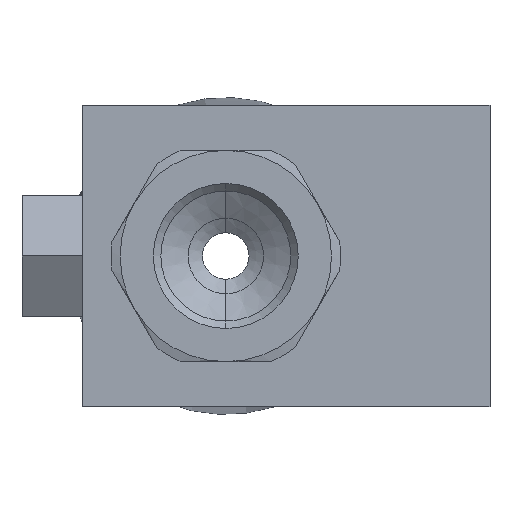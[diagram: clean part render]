
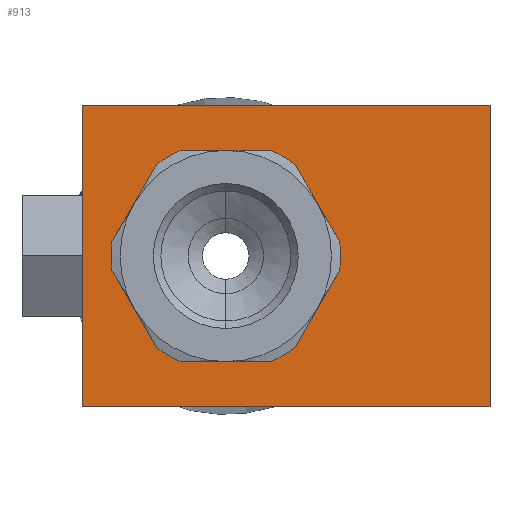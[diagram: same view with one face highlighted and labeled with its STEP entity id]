
A CAD part, left-side view. The second image highlights one B-rep face of the part: STEP entity #913.
In plain terms, the highlighted planar face has unit normal (-1, 0, 0).
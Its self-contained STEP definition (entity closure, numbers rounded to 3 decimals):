
#913=ADVANCED_FACE('',(#1916,#1917),#1918,.F.);
#1916=FACE_BOUND('',#4231,.T.);
#1917=FACE_OUTER_BOUND('',#4232,.T.);
#1918=PLANE('',#4233);
#4231=EDGE_LOOP('',(#7992,#7993));
#4232=EDGE_LOOP('',(#7994,#7995,#7996,#7997));
#4233=AXIS2_PLACEMENT_3D('',#7998,#7999,#8000);
#7992=ORIENTED_EDGE('',*,*,#9363,.F.);
#7993=ORIENTED_EDGE('',*,*,#9308,.F.);
#7994=ORIENTED_EDGE('',*,*,#9325,.T.);
#7995=ORIENTED_EDGE('',*,*,#9356,.F.);
#7996=ORIENTED_EDGE('',*,*,#9364,.F.);
#7997=ORIENTED_EDGE('',*,*,#9365,.F.);
#7998=CARTESIAN_POINT('',(-15.6,0.,-20.0));
#7999=DIRECTION('',(1.0,0.,0.0));
#8000=DIRECTION('',(0.0,0.0,-1.0));
#9308=EDGE_CURVE('',#10742,#10744,#10745,.T.);
#9325=EDGE_CURVE('',#10777,#10775,#10778,.T.);
#9356=EDGE_CURVE('',#10833,#10775,#10835,.T.);
#9363=EDGE_CURVE('',#10744,#10742,#10843,.T.);
#9364=EDGE_CURVE('',#10844,#10833,#10845,.T.);
#9365=EDGE_CURVE('',#10777,#10844,#10846,.T.);
#10742=VERTEX_POINT('',#13245);
#10744=VERTEX_POINT('',#13248);
#10745=CIRCLE('',#13249,4.25);
#10775=VERTEX_POINT('',#13369);
#10777=VERTEX_POINT('',#13372);
#10778=LINE('',#13373,#13374);
#10833=VERTEX_POINT('',#13596);
#10835=LINE('',#13599,#13600);
#10843=CIRCLE('',#13610,4.25);
#10844=VERTEX_POINT('',#13611);
#10845=LINE('',#13612,#13613);
#10846=LINE('',#13614,#13615);
#13245=CARTESIAN_POINT('',(-15.6,7.5,-14.25));
#13248=CARTESIAN_POINT('',(-15.6,7.5,-5.75));
#13249=AXIS2_PLACEMENT_3D('',#15467,#15468,#15469);
#13369=CARTESIAN_POINT('',(-15.6,17.0,0.0));
#13372=CARTESIAN_POINT('',(-15.6,-10.0,0.0));
#13373=CARTESIAN_POINT('',(-15.6,0.,0.0));
#13374=VECTOR('',#15481,1000.0);
#13596=CARTESIAN_POINT('',(-15.6,17.0,-20.0));
#13599=CARTESIAN_POINT('',(-15.6,17.0,-20.0));
#13600=VECTOR('',#15506,1000.0);
#13610=AXIS2_PLACEMENT_3D('',#15515,#15516,#15517);
#13611=CARTESIAN_POINT('',(-15.6,-10.0,-20.0));
#13612=CARTESIAN_POINT('',(-15.6,0.,-20.0));
#13613=VECTOR('',#15518,1000.0);
#13614=CARTESIAN_POINT('',(-15.6,-10.0,0.0));
#13615=VECTOR('',#15519,1000.0);
#15467=CARTESIAN_POINT('',(-15.6,7.5,-10.0));
#15468=DIRECTION('',(-1.0,0.,0.0));
#15469=DIRECTION('',(0.0,0.0,1.0));
#15481=DIRECTION('',(0.0,1.0,0.0));
#15506=DIRECTION('',(0.0,0.0,1.0));
#15515=CARTESIAN_POINT('',(-15.6,7.5,-10.0));
#15516=DIRECTION('',(-1.0,0.,0.0));
#15517=DIRECTION('',(0.0,0.0,1.0));
#15518=DIRECTION('',(0.0,1.0,0.0));
#15519=DIRECTION('',(0.0,0.0,-1.0));
